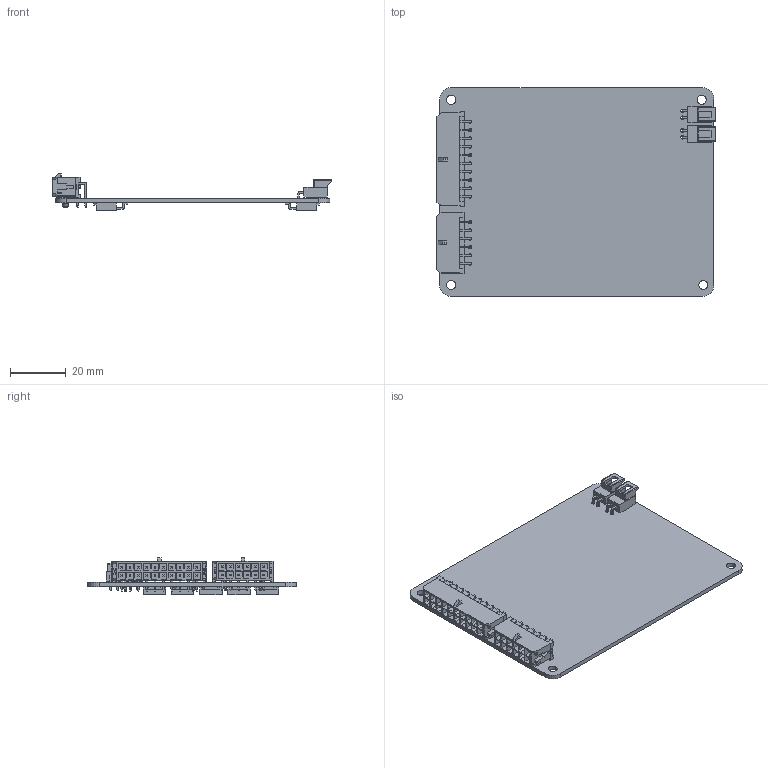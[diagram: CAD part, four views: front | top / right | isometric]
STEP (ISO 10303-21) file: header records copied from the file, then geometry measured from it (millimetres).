
FILE_DESCRIPTION(('FreeCAD Model'),'2;1');
FILE_NAME( 'BMS_Slave.step', '2018-01-06T05:01:09',(''),(''),'Open CASCADE STEP processor 6.8', 'FreeCAD','Unknown');
FILE_SCHEMA(('AUTOMOTIVE_DESIGN_CC2 { 1 2 10303 214 -1 1 5 4 }'));
Length unit declared in the file: millimetre
Products named in the file (17): ASSEMBLY; DTO025_002; DTO025_004; Pcb; Molex_Microfit3_Header_02x10_Angled_OEM_fp_; DTO025_; DTO025_009; PCB_Sketch; DTO025_005; DTO025_008; DTO025_007; Molex_NanoFit_1x02x2_50mm_Angled_OEM001_001; DTO025_003; Molex_NanoFit_1x02x2_50mm_Angled_OEM001_; Microfit3_Header_02x06_Angled_OEM006_; DTO025_006; DTO025_001
Assembly tree (16 placements, depth 2):
  ASSEMBLY
    DTO025_002
    DTO025_004
    Pcb
    Molex_Microfit3_Header_02x10_Angled_OEM_fp_
    DTO025_
    DTO025_009
    PCB_Sketch
    DTO025_005
    DTO025_008
    DTO025_007
    Molex_NanoFit_1x02x2_50mm_Angled_OEM001_001
    DTO025_003
    Molex_NanoFit_1x02x2_50mm_Angled_OEM001_
    Microfit3_Header_02x06_Angled_OEM006_
    DTO025_006
    DTO025_001
Bounding box: 100.42 x 75.06 x 13.38 mm (x, y, z)
Volume: 15998.2 mm3; surface area: 24728.4 mm2
Topology: 15 solids, 15 shells, 2212 faces, 5664 edges, 3590 vertices
Faces by surface type: plane 1986, cylinder 198, cone 20, torus 4, sphere 4
Full cylindrical faces by diameter (mm): 1.1 x32, 1.2 x4, 1.6 x4, 3.1 x4, 3.264 x4
Entity records: 66029 total; most frequent: CARTESIAN_POINT 11807, ORIENTED_EDGE 11312, DIRECTION 10494, EDGE_CURVE 5656, LINE 5180, VECTOR 5180, VERTEX_POINT 3574, AXIS2_PLACEMENT_3D 2657
